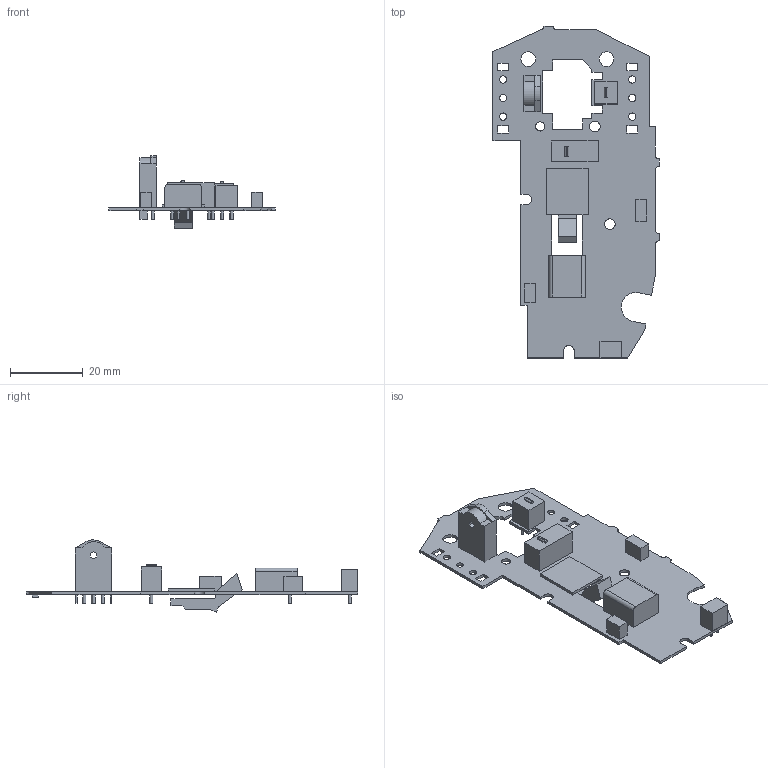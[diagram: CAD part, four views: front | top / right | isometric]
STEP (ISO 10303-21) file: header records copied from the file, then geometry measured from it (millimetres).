
FILE_DESCRIPTION(/* description */ (''),/* implementation_level */ '2;1');
FILE_NAME(/* name */ 'G305 circuit.step',/* time_stamp */ '2019-05-24T15:08:30+03:00',/* author */ (''),/* organization */ (''),/* preprocessor_version */ 'ST-DEVELOPER v18',/* originating_system */ 'Autodesk Translation Framework v8.2.0.1029',/* authorisation */ '');
FILE_SCHEMA (('AUTOMOTIVE_DESIGN { 1 0 10303 214 3 1 1 }'));
Length unit declared in the file: millimetre
Products named in the file (1): Circuit
Bounding box: 45.55 x 91.05 x 19.81 mm (x, y, z)
Volume: 5053.8 mm3; surface area: 8843 mm2
Topology: 11 solids, 11 shells, 215 faces, 535 edges, 356 vertices
Faces by surface type: plane 175, cylinder 40
Full cylindrical faces by diameter (mm): 0.8 x12, 2 x6, 2.5 x1, 2.9 x2, 4 x2
Entity records: 6477 total; most frequent: CARTESIAN_POINT 1107, ORIENTED_EDGE 1070, DIRECTION 1047, EDGE_CURVE 535, LINE 455, VECTOR 455, VERTEX_POINT 356, AXIS2_PLACEMENT_3D 296
